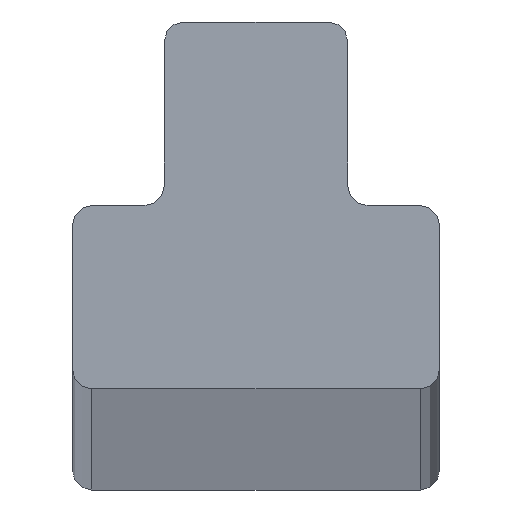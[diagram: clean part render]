
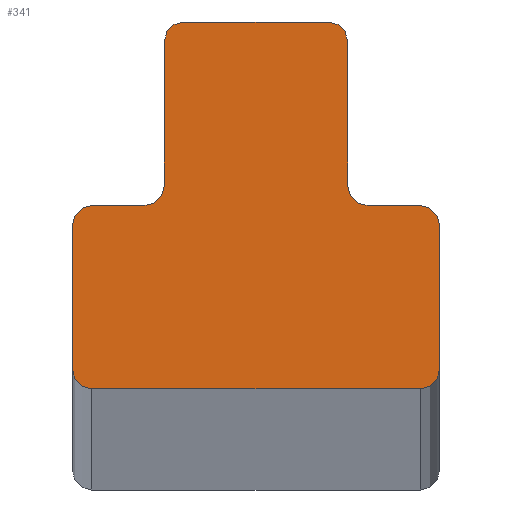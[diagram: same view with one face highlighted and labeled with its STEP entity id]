
A CAD part, top view. The second image highlights one B-rep face of the part: STEP entity #341.
In plain terms, the highlighted planar face has unit normal (0, 0, 1).
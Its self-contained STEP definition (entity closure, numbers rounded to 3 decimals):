
#15=CIRCLE('',#365,2.);
#17=CIRCLE('',#369,2.);
#19=CIRCLE('',#373,2.);
#21=CIRCLE('',#377,2.);
#23=CIRCLE('',#381,2.);
#25=CIRCLE('',#385,2.);
#27=CIRCLE('',#389,2.);
#29=CIRCLE('',#393,2.);
#55=FACE_OUTER_BOUND('',#73,.T.);
#73=EDGE_LOOP('',(#283,#284,#285,#286,#287,#288,#289,#290,#291,#292,#293,
#294,#295,#296,#297,#298));
#75=LINE('',#503,#107);
#80=LINE('',#517,#112);
#84=LINE('',#529,#116);
#88=LINE('',#541,#120);
#92=LINE('',#553,#124);
#96=LINE('',#565,#128);
#100=LINE('',#577,#132);
#104=LINE('',#589,#136);
#107=VECTOR('',#401,10.);
#112=VECTOR('',#414,10.);
#116=VECTOR('',#426,10.);
#120=VECTOR('',#438,10.);
#124=VECTOR('',#450,10.);
#128=VECTOR('',#462,10.);
#132=VECTOR('',#474,10.);
#136=VECTOR('',#486,10.);
#139=VERTEX_POINT('',#501);
#140=VERTEX_POINT('',#502);
#143=VERTEX_POINT('',#510);
#145=VERTEX_POINT('',#516);
#147=VERTEX_POINT('',#522);
#149=VERTEX_POINT('',#528);
#151=VERTEX_POINT('',#534);
#153=VERTEX_POINT('',#540);
#155=VERTEX_POINT('',#546);
#157=VERTEX_POINT('',#552);
#159=VERTEX_POINT('',#558);
#161=VERTEX_POINT('',#564);
#163=VERTEX_POINT('',#570);
#165=VERTEX_POINT('',#576);
#167=VERTEX_POINT('',#582);
#169=VERTEX_POINT('',#588);
#171=EDGE_CURVE('',#139,#140,#75,.T.);
#175=EDGE_CURVE('',#140,#143,#15,.T.);
#178=EDGE_CURVE('',#143,#145,#80,.T.);
#181=EDGE_CURVE('',#145,#147,#17,.T.);
#184=EDGE_CURVE('',#147,#149,#84,.T.);
#187=EDGE_CURVE('',#149,#151,#19,.T.);
#190=EDGE_CURVE('',#151,#153,#88,.T.);
#193=EDGE_CURVE('',#153,#155,#21,.T.);
#196=EDGE_CURVE('',#155,#157,#92,.T.);
#199=EDGE_CURVE('',#157,#159,#23,.T.);
#202=EDGE_CURVE('',#159,#161,#96,.T.);
#205=EDGE_CURVE('',#161,#163,#25,.T.);
#208=EDGE_CURVE('',#163,#165,#100,.T.);
#211=EDGE_CURVE('',#165,#167,#27,.T.);
#214=EDGE_CURVE('',#167,#169,#104,.T.);
#217=EDGE_CURVE('',#169,#139,#29,.T.);
#283=ORIENTED_EDGE('',*,*,#171,.F.);
#284=ORIENTED_EDGE('',*,*,#217,.F.);
#285=ORIENTED_EDGE('',*,*,#214,.F.);
#286=ORIENTED_EDGE('',*,*,#211,.F.);
#287=ORIENTED_EDGE('',*,*,#208,.F.);
#288=ORIENTED_EDGE('',*,*,#205,.F.);
#289=ORIENTED_EDGE('',*,*,#202,.F.);
#290=ORIENTED_EDGE('',*,*,#199,.F.);
#291=ORIENTED_EDGE('',*,*,#196,.F.);
#292=ORIENTED_EDGE('',*,*,#193,.F.);
#293=ORIENTED_EDGE('',*,*,#190,.F.);
#294=ORIENTED_EDGE('',*,*,#187,.F.);
#295=ORIENTED_EDGE('',*,*,#184,.F.);
#296=ORIENTED_EDGE('',*,*,#181,.F.);
#297=ORIENTED_EDGE('',*,*,#178,.F.);
#298=ORIENTED_EDGE('',*,*,#175,.F.);
#323=PLANE('',#395);
#341=ADVANCED_FACE('',(#55),#323,.T.);
#365=AXIS2_PLACEMENT_3D('',#511,#407,#408);
#369=AXIS2_PLACEMENT_3D('',#523,#419,#420);
#373=AXIS2_PLACEMENT_3D('',#535,#431,#432);
#377=AXIS2_PLACEMENT_3D('',#547,#443,#444);
#381=AXIS2_PLACEMENT_3D('',#559,#455,#456);
#385=AXIS2_PLACEMENT_3D('',#571,#467,#468);
#389=AXIS2_PLACEMENT_3D('',#583,#479,#480);
#393=AXIS2_PLACEMENT_3D('',#594,#491,#492);
#395=AXIS2_PLACEMENT_3D('',#596,#495,#496);
#401=DIRECTION('',(1.,0.,0.));
#407=DIRECTION('center_axis',(0.,0.,-1.));
#408=DIRECTION('ref_axis',(-1.,0.,0.));
#414=DIRECTION('',(0.,-1.,0.));
#419=DIRECTION('center_axis',(0.,0.,1.));
#420=DIRECTION('ref_axis',(-1.,0.,0.));
#426=DIRECTION('',(1.,0.,0.));
#431=DIRECTION('center_axis',(0.,0.,-1.));
#432=DIRECTION('ref_axis',(-1.,0.,0.));
#438=DIRECTION('',(0.,-1.,0.));
#443=DIRECTION('center_axis',(0.,0.,-1.));
#444=DIRECTION('ref_axis',(0.,1.,0.));
#450=DIRECTION('',(-1.,0.,0.));
#455=DIRECTION('center_axis',(0.,0.,-1.));
#456=DIRECTION('ref_axis',(1.,0.,0.));
#462=DIRECTION('',(0.,1.,0.));
#467=DIRECTION('center_axis',(0.,0.,-1.));
#468=DIRECTION('ref_axis',(0.,-1.,0.));
#474=DIRECTION('',(1.,0.,0.));
#479=DIRECTION('center_axis',(0.,0.,1.));
#480=DIRECTION('ref_axis',(0.,-1.,0.));
#486=DIRECTION('',(0.,1.,0.));
#491=DIRECTION('center_axis',(0.,0.,-1.));
#492=DIRECTION('ref_axis',(0.,-1.,0.));
#495=DIRECTION('center_axis',(0.,0.,1.));
#496=DIRECTION('ref_axis',(1.,0.,0.));
#501=CARTESIAN_POINT('',(-7.5,38.,6000.));
#502=CARTESIAN_POINT('',(7.5,38.,6000.));
#503=CARTESIAN_POINT('',(-7.5,38.,6000.));
#510=CARTESIAN_POINT('',(9.5,36.,6000.));
#511=CARTESIAN_POINT('Origin',(7.5,36.,6000.));
#516=CARTESIAN_POINT('',(9.5,21.,6000.));
#517=CARTESIAN_POINT('',(9.5,36.,6000.));
#522=CARTESIAN_POINT('',(11.5,19.,6000.));
#523=CARTESIAN_POINT('Origin',(11.5,21.,6000.));
#528=CARTESIAN_POINT('',(17.,19.,6000.));
#529=CARTESIAN_POINT('',(11.5,19.,6000.));
#534=CARTESIAN_POINT('',(19.,17.,6000.));
#535=CARTESIAN_POINT('Origin',(17.,17.,6000.));
#540=CARTESIAN_POINT('',(19.,2.,6000.));
#541=CARTESIAN_POINT('',(19.,17.,6000.));
#546=CARTESIAN_POINT('',(17.,0.,6000.));
#547=CARTESIAN_POINT('Origin',(17.,2.,6000.));
#552=CARTESIAN_POINT('',(-17.,0.,6000.));
#553=CARTESIAN_POINT('',(17.,0.,6000.));
#558=CARTESIAN_POINT('',(-19.,2.,6000.));
#559=CARTESIAN_POINT('Origin',(-17.,2.,6000.));
#564=CARTESIAN_POINT('',(-19.,17.,6000.));
#565=CARTESIAN_POINT('',(-19.,2.,6000.));
#570=CARTESIAN_POINT('',(-17.,19.,6000.));
#571=CARTESIAN_POINT('Origin',(-17.,17.,6000.));
#576=CARTESIAN_POINT('',(-11.5,19.,6000.));
#577=CARTESIAN_POINT('',(-17.,19.,6000.));
#582=CARTESIAN_POINT('',(-9.5,21.,6000.));
#583=CARTESIAN_POINT('Origin',(-11.5,21.,6000.));
#588=CARTESIAN_POINT('',(-9.5,36.,6000.));
#589=CARTESIAN_POINT('',(-9.5,21.,6000.));
#594=CARTESIAN_POINT('Origin',(-7.5,36.,6000.));
#596=CARTESIAN_POINT('Origin',(0.,16.513,6000.));
